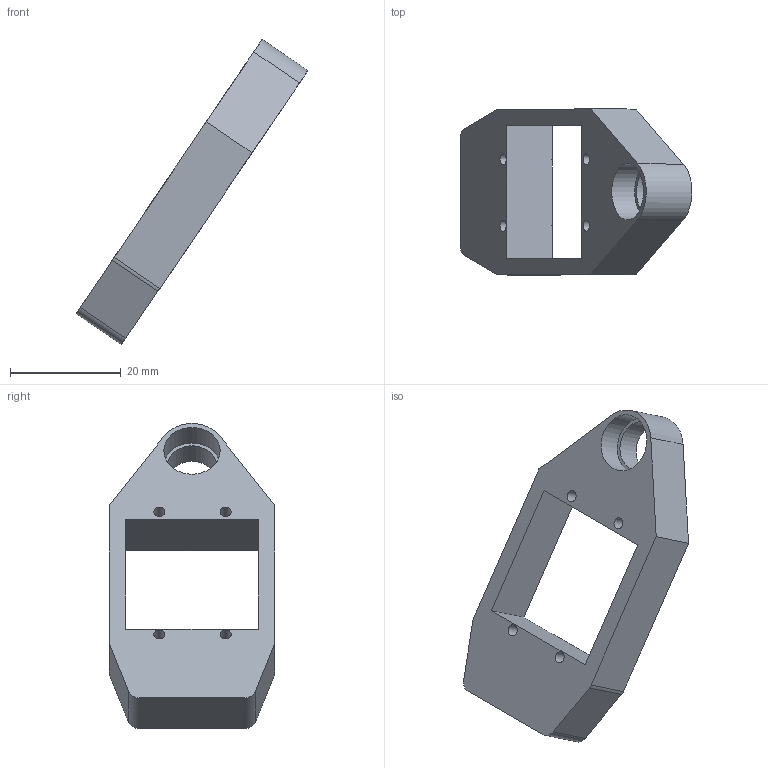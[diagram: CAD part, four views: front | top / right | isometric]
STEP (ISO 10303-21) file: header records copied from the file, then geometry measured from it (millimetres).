
FILE_DESCRIPTION(('HOOPS Exchange Step'),'2;1');
FILE_NAME('temp_export','2025-08-20T15:42:51+08:00',('maoge'),('Shapr3D Limited'),'HOOPS Exchange 2024.8','Shapr3D','Authorized');
FILE_SCHEMA( ('AP242_MANAGED_MODEL_BASED_3D_ENGINEERING_MIM_LF {1 0 10303 442 1 1 4}') );
Length unit declared in the file: millimetre
Products named in the file (1): 实体  05
Bounding box: 41.97 x 30 x 55.2 mm (x, y, z)
Volume: 8720.9 mm3; surface area: 4829 mm2
Topology: 1 solids, 1 shells, 27 faces, 78 edges, 54 vertices
Faces by surface type: plane 16, cylinder 11
Full cylindrical faces by diameter (mm): 2 x4, 9 x1, 10.2 x1
Entity records: 970 total; most frequent: DIRECTION 166, CARTESIAN_POINT 161, ORIENTED_EDGE 156, EDGE_CURVE 78, AXIS2_PLACEMENT_3D 59, VERTEX_POINT 54, VECTOR 48, LINE 48
